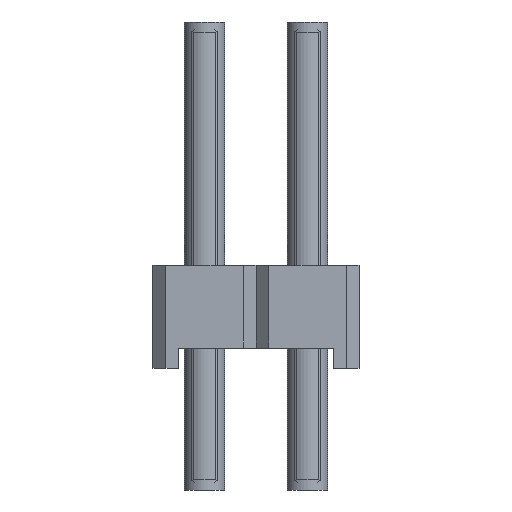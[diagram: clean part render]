
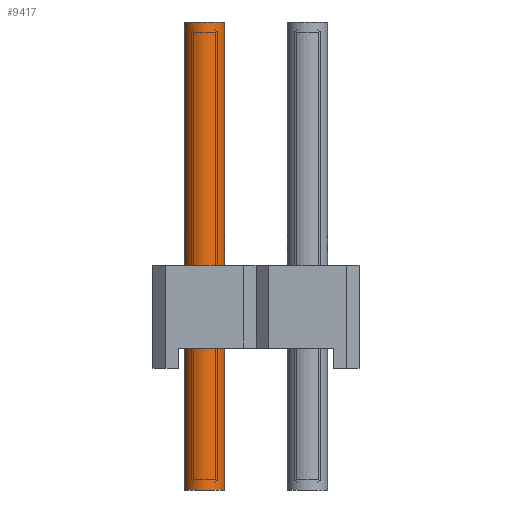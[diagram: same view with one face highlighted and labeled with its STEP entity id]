
A CAD part, left-side view. The second image highlights one B-rep face of the part: STEP entity #9417.
In plain terms, the highlighted cylindrical face has radius 0.5 mm (diameter 1 mm), a full revolution.
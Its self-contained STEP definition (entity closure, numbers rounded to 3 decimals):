
#183=CIRCLE('',#9942,0.5);
#184=CIRCLE('',#9943,0.5);
#516=CYLINDRICAL_SURFACE('',#9941,0.5);
#789=ORIENTED_EDGE('',*,*,#3551,.F.);
#790=ORIENTED_EDGE('',*,*,#3552,.T.);
#3551=EDGE_CURVE('',#4941,#4941,#183,.T.);
#3552=EDGE_CURVE('',#4942,#4942,#184,.T.);
#4941=VERTEX_POINT('',#13634);
#4942=VERTEX_POINT('',#13636);
#8001=EDGE_LOOP('',(#789));
#8002=EDGE_LOOP('',(#790));
#8555=FACE_BOUND('',#8001,.T.);
#8556=FACE_BOUND('',#8002,.T.);
#9417=ADVANCED_FACE('',(#8555,#8556),#516,.F.);
#9941=AXIS2_PLACEMENT_3D('',#13632,#10861,#10862);
#9942=AXIS2_PLACEMENT_3D('',#13633,#10863,#10864);
#9943=AXIS2_PLACEMENT_3D('',#13635,#10865,#10866);
#10861=DIRECTION('',(0.,0.,1.));
#10862=DIRECTION('',(1.,0.,0.));
#10863=DIRECTION('',(0.,0.,-1.));
#10864=DIRECTION('',(1.,0.,0.));
#10865=DIRECTION('',(0.,0.,-1.));
#10866=DIRECTION('',(1.,0.,0.));
#13632=CARTESIAN_POINT('',(0.,0.,0.));
#13633=CARTESIAN_POINT('',(0.,0.,11.54));
#13634=CARTESIAN_POINT('',(0.5,0.,11.54));
#13635=CARTESIAN_POINT('',(0.,0.,0.));
#13636=CARTESIAN_POINT('',(0.5,0.,0.));
